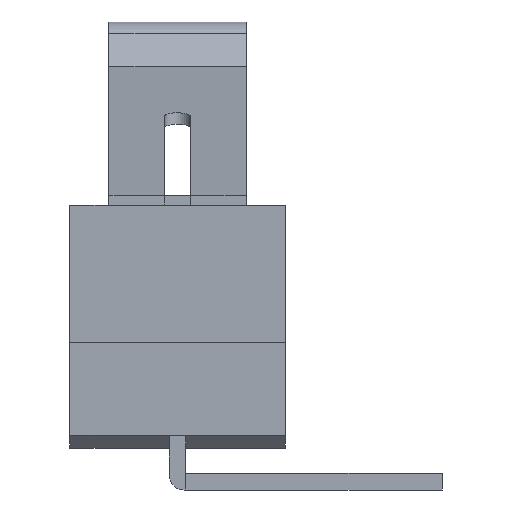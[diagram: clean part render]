
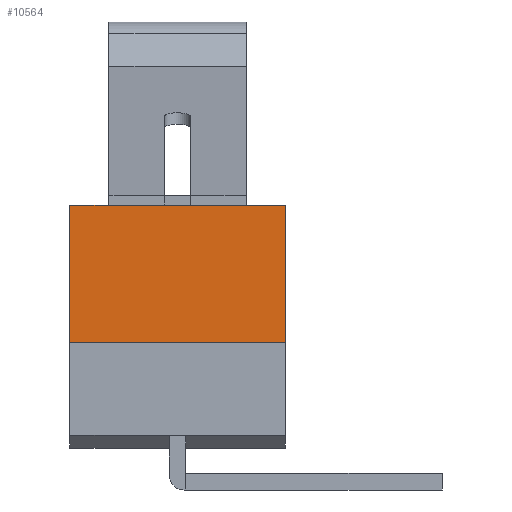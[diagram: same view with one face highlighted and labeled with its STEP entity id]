
A CAD part, left-side view. The second image highlights one B-rep face of the part: STEP entity #10564.
In plain terms, the highlighted planar face has unit normal (-1, 0, 0).
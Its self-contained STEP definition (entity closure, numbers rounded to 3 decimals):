
#8313 = VERTEX_POINT('',#8314);
#8314 = CARTESIAN_POINT('',(-6.4,2.9,1.35));
#8323 = PLANE('',#8324);
#8324 = AXIS2_PLACEMENT_3D('',#8325,#8326,#8327);
#8325 = CARTESIAN_POINT('',(-6.4,2.9,1.35));
#8326 = DIRECTION('',(0.,0.,1.));
#8327 = DIRECTION('',(1.,0.,0.));
#8335 = PLANE('',#8336);
#8336 = AXIS2_PLACEMENT_3D('',#8337,#8338,#8339);
#8337 = CARTESIAN_POINT('',(0.,2.9,2.675));
#8338 = DIRECTION('',(-0.,-1.,0.));
#8339 = DIRECTION('',(0.,0.,-1.));
#8347 = EDGE_CURVE('',#8313,#8348,#8350,.T.);
#8348 = VERTEX_POINT('',#8349);
#8349 = CARTESIAN_POINT('',(-6.4,-2.9,1.35));
#8350 = SURFACE_CURVE('',#8351,(#8355,#8362),.PCURVE_S1.);
#8351 = LINE('',#8352,#8353);
#8352 = CARTESIAN_POINT('',(-6.4,2.9,1.35));
#8353 = VECTOR('',#8354,1.);
#8354 = DIRECTION('',(0.,-1.,0.));
#8355 = PCURVE('',#8323,#8356);
#8356 = DEFINITIONAL_REPRESENTATION('',(#8357),#8361);
#8357 = LINE('',#8358,#8359);
#8358 = CARTESIAN_POINT('',(0.,0.));
#8359 = VECTOR('',#8360,1.);
#8360 = DIRECTION('',(0.,-1.));
#8361 = ( GEOMETRIC_REPRESENTATION_CONTEXT(2) 
PARAMETRIC_REPRESENTATION_CONTEXT() REPRESENTATION_CONTEXT('2D SPACE',''
  ) );
#8362 = PCURVE('',#8363,#8368);
#8363 = PLANE('',#8364);
#8364 = AXIS2_PLACEMENT_3D('',#8365,#8366,#8367);
#8365 = CARTESIAN_POINT('',(-6.4,2.9,5.05));
#8366 = DIRECTION('',(1.,0.,0.));
#8367 = DIRECTION('',(0.,0.,-1.));
#8368 = DEFINITIONAL_REPRESENTATION('',(#8369),#8373);
#8369 = LINE('',#8370,#8371);
#8370 = CARTESIAN_POINT('',(3.7,0.));
#8371 = VECTOR('',#8372,1.);
#8372 = DIRECTION('',(0.,-1.));
#8373 = ( GEOMETRIC_REPRESENTATION_CONTEXT(2) 
PARAMETRIC_REPRESENTATION_CONTEXT() REPRESENTATION_CONTEXT('2D SPACE',''
  ) );
#8391 = PLANE('',#8392);
#8392 = AXIS2_PLACEMENT_3D('',#8393,#8394,#8395);
#8393 = CARTESIAN_POINT('',(0.,-2.9,2.675));
#8394 = DIRECTION('',(-0.,-1.,0.));
#8395 = DIRECTION('',(0.,0.,-1.));
#8681 = VERTEX_POINT('',#8682);
#8682 = CARTESIAN_POINT('',(-6.4,2.9,5.05));
#8696 = PLANE('',#8697);
#8697 = AXIS2_PLACEMENT_3D('',#8698,#8699,#8700);
#8698 = CARTESIAN_POINT('',(6.4,2.9,5.05));
#8699 = DIRECTION('',(0.,0.,-1.));
#8700 = DIRECTION('',(-1.,0.,0.));
#8708 = EDGE_CURVE('',#8681,#8313,#8709,.T.);
#8709 = SURFACE_CURVE('',#8710,(#8714,#8721),.PCURVE_S1.);
#8710 = LINE('',#8711,#8712);
#8711 = CARTESIAN_POINT('',(-6.4,2.9,5.05));
#8712 = VECTOR('',#8713,1.);
#8713 = DIRECTION('',(0.,0.,-1.));
#8714 = PCURVE('',#8335,#8715);
#8715 = DEFINITIONAL_REPRESENTATION('',(#8716),#8720);
#8716 = LINE('',#8717,#8718);
#8717 = CARTESIAN_POINT('',(-2.375,-6.4));
#8718 = VECTOR('',#8719,1.);
#8719 = DIRECTION('',(1.,0.));
#8720 = ( GEOMETRIC_REPRESENTATION_CONTEXT(2) 
PARAMETRIC_REPRESENTATION_CONTEXT() REPRESENTATION_CONTEXT('2D SPACE',''
  ) );
#8721 = PCURVE('',#8363,#8722);
#8722 = DEFINITIONAL_REPRESENTATION('',(#8723),#8727);
#8723 = LINE('',#8724,#8725);
#8724 = CARTESIAN_POINT('',(0.,0.));
#8725 = VECTOR('',#8726,1.);
#8726 = DIRECTION('',(1.,0.));
#8727 = ( GEOMETRIC_REPRESENTATION_CONTEXT(2) 
PARAMETRIC_REPRESENTATION_CONTEXT() REPRESENTATION_CONTEXT('2D SPACE',''
  ) );
#10329 = VERTEX_POINT('',#10330);
#10330 = CARTESIAN_POINT('',(-6.4,-2.9,5.05));
#10351 = EDGE_CURVE('',#10329,#8348,#10352,.T.);
#10352 = SURFACE_CURVE('',#10353,(#10357,#10364),.PCURVE_S1.);
#10353 = LINE('',#10354,#10355);
#10354 = CARTESIAN_POINT('',(-6.4,-2.9,5.05));
#10355 = VECTOR('',#10356,1.);
#10356 = DIRECTION('',(0.,0.,-1.));
#10357 = PCURVE('',#8391,#10358);
#10358 = DEFINITIONAL_REPRESENTATION('',(#10359),#10363);
#10359 = LINE('',#10360,#10361);
#10360 = CARTESIAN_POINT('',(-2.375,-6.4));
#10361 = VECTOR('',#10362,1.);
#10362 = DIRECTION('',(1.,0.));
#10363 = ( GEOMETRIC_REPRESENTATION_CONTEXT(2) 
PARAMETRIC_REPRESENTATION_CONTEXT() REPRESENTATION_CONTEXT('2D SPACE',''
  ) );
#10364 = PCURVE('',#8363,#10365);
#10365 = DEFINITIONAL_REPRESENTATION('',(#10366),#10370);
#10366 = LINE('',#10367,#10368);
#10367 = CARTESIAN_POINT('',(0.,-5.8));
#10368 = VECTOR('',#10369,1.);
#10369 = DIRECTION('',(1.,0.));
#10370 = ( GEOMETRIC_REPRESENTATION_CONTEXT(2) 
PARAMETRIC_REPRESENTATION_CONTEXT() REPRESENTATION_CONTEXT('2D SPACE',''
  ) );
#10564 = ADVANCED_FACE('',(#10565),#8363,.F.);
#10565 = FACE_BOUND('',#10566,.F.);
#10566 = EDGE_LOOP('',(#10567,#10588,#10589,#10590));
#10567 = ORIENTED_EDGE('',*,*,#10568,.T.);
#10568 = EDGE_CURVE('',#8681,#10329,#10569,.T.);
#10569 = SURFACE_CURVE('',#10570,(#10574,#10581),.PCURVE_S1.);
#10570 = LINE('',#10571,#10572);
#10571 = CARTESIAN_POINT('',(-6.4,2.9,5.05));
#10572 = VECTOR('',#10573,1.);
#10573 = DIRECTION('',(0.,-1.,0.));
#10574 = PCURVE('',#8363,#10575);
#10575 = DEFINITIONAL_REPRESENTATION('',(#10576),#10580);
#10576 = LINE('',#10577,#10578);
#10577 = CARTESIAN_POINT('',(0.,0.));
#10578 = VECTOR('',#10579,1.);
#10579 = DIRECTION('',(0.,-1.));
#10580 = ( GEOMETRIC_REPRESENTATION_CONTEXT(2) 
PARAMETRIC_REPRESENTATION_CONTEXT() REPRESENTATION_CONTEXT('2D SPACE',''
  ) );
#10581 = PCURVE('',#8696,#10582);
#10582 = DEFINITIONAL_REPRESENTATION('',(#10583),#10587);
#10583 = LINE('',#10584,#10585);
#10584 = CARTESIAN_POINT('',(12.8,0.));
#10585 = VECTOR('',#10586,1.);
#10586 = DIRECTION('',(0.,-1.));
#10587 = ( GEOMETRIC_REPRESENTATION_CONTEXT(2) 
PARAMETRIC_REPRESENTATION_CONTEXT() REPRESENTATION_CONTEXT('2D SPACE',''
  ) );
#10588 = ORIENTED_EDGE('',*,*,#10351,.T.);
#10589 = ORIENTED_EDGE('',*,*,#8347,.F.);
#10590 = ORIENTED_EDGE('',*,*,#8708,.F.);
